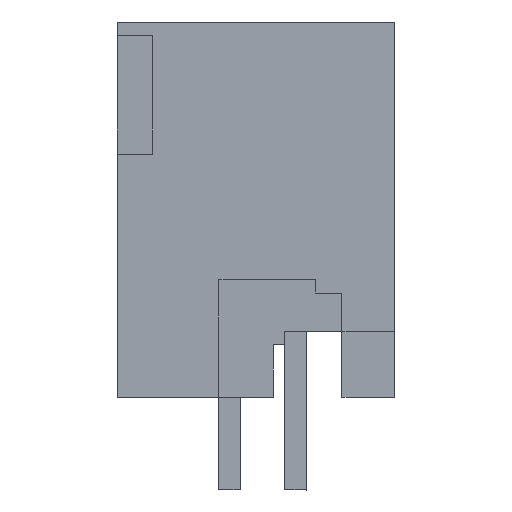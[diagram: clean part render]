
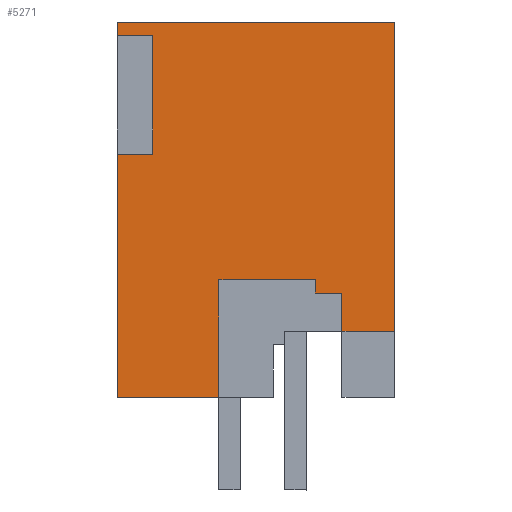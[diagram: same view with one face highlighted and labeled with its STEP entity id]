
A CAD part, left-side view. The second image highlights one B-rep face of the part: STEP entity #5271.
In plain terms, the highlighted planar face has unit normal (-1, 0, 0).
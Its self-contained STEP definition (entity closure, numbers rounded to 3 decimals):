
#5199=AXIS2_PLACEMENT_3D('Plane Axis2P3D',#5196,#5197,#5198) ;
#1062=CARTESIAN_POINT('Vertex',(0.,6.65,3.5)) ;
#1065=CARTESIAN_POINT('Line Origine',(0.,8.575,3.5)) ;
#1069=CARTESIAN_POINT('Vertex',(0.,10.5,3.5)) ;
#2156=CARTESIAN_POINT('Vertex',(0.,2.,6.)) ;
#2159=CARTESIAN_POINT('Line Origine',(0.,2.,6.725)) ;
#2163=CARTESIAN_POINT('Vertex',(0.,2.,7.45)) ;
#2195=CARTESIAN_POINT('Line Origine',(0.,2.5,7.45)) ;
#2199=CARTESIAN_POINT('Vertex',(0.,3.,7.45)) ;
#2217=CARTESIAN_POINT('Line Origine',(0.,3.,7.7)) ;
#2221=CARTESIAN_POINT('Vertex',(0.,3.,7.95)) ;
#2246=CARTESIAN_POINT('Line Origine',(0.,4.825,7.95)) ;
#2250=CARTESIAN_POINT('Vertex',(0.,6.65,7.95)) ;
#2275=CARTESIAN_POINT('Line Origine',(0.,6.65,5.725)) ;
#5196=CARTESIAN_POINT('Axis2P3D Location',(0.,10.5,0.)) ;
#5201=CARTESIAN_POINT('Line Origine',(0.,10.5,8.1)) ;
#5205=CARTESIAN_POINT('Vertex',(0.,10.5,12.7)) ;
#5208=CARTESIAN_POINT('Line Origine',(0.,1.,6.)) ;
#5212=CARTESIAN_POINT('Vertex',(0.,0.,6.)) ;
#5215=CARTESIAN_POINT('Line Origine',(0.,0.,11.85)) ;
#5219=CARTESIAN_POINT('Vertex',(0.,0.,17.7)) ;
#5222=CARTESIAN_POINT('Line Origine',(0.,5.25,17.7)) ;
#5226=CARTESIAN_POINT('Vertex',(0.,10.5,17.7)) ;
#5229=CARTESIAN_POINT('Line Origine',(0.,10.5,17.45)) ;
#5233=CARTESIAN_POINT('Vertex',(0.,10.5,17.2)) ;
#5236=CARTESIAN_POINT('Line Origine',(0.,9.825,17.2)) ;
#5240=CARTESIAN_POINT('Vertex',(0.,9.15,17.2)) ;
#5243=CARTESIAN_POINT('Line Origine',(0.,9.15,14.95)) ;
#5247=CARTESIAN_POINT('Vertex',(0.,9.15,12.7)) ;
#5250=CARTESIAN_POINT('Line Origine',(0.,9.825,12.7)) ;
#1066=DIRECTION('Vector Direction',(0.,1.,0.)) ;
#2160=DIRECTION('Vector Direction',(0.,0.,-1.)) ;
#2196=DIRECTION('Vector Direction',(0.,1.,0.)) ;
#2218=DIRECTION('Vector Direction',(0.,0.,1.)) ;
#2247=DIRECTION('Vector Direction',(0.,1.,0.)) ;
#2276=DIRECTION('Vector Direction',(0.,0.,1.)) ;
#5197=DIRECTION('Axis2P3D Direction',(-1.,0.,0.)) ;
#5198=DIRECTION('Axis2P3D XDirection',(0.,0.,1.)) ;
#5202=DIRECTION('Vector Direction',(0.,0.,1.)) ;
#5209=DIRECTION('Vector Direction',(0.,1.,0.)) ;
#5216=DIRECTION('Vector Direction',(0.,0.,1.)) ;
#5223=DIRECTION('Vector Direction',(0.,1.,0.)) ;
#5230=DIRECTION('Vector Direction',(0.,0.,1.)) ;
#5237=DIRECTION('Vector Direction',(0.,-1.,0.)) ;
#5244=DIRECTION('Vector Direction',(0.,0.,-1.)) ;
#5251=DIRECTION('Vector Direction',(0.,-1.,0.)) ;
#1067=VECTOR('Line Direction',#1066,1.) ;
#2161=VECTOR('Line Direction',#2160,1.) ;
#2197=VECTOR('Line Direction',#2196,1.) ;
#2219=VECTOR('Line Direction',#2218,1.) ;
#2248=VECTOR('Line Direction',#2247,1.) ;
#2277=VECTOR('Line Direction',#2276,1.) ;
#5203=VECTOR('Line Direction',#5202,1.) ;
#5210=VECTOR('Line Direction',#5209,1.) ;
#5217=VECTOR('Line Direction',#5216,1.) ;
#5224=VECTOR('Line Direction',#5223,1.) ;
#5231=VECTOR('Line Direction',#5230,1.) ;
#5238=VECTOR('Line Direction',#5237,1.) ;
#5245=VECTOR('Line Direction',#5244,1.) ;
#5252=VECTOR('Line Direction',#5251,1.) ;
#5256=ORIENTED_EDGE('',*,*,#5207,.T.) ;
#5257=ORIENTED_EDGE('',*,*,#1071,.T.) ;
#5258=ORIENTED_EDGE('',*,*,#2279,.T.) ;
#5259=ORIENTED_EDGE('',*,*,#2252,.T.) ;
#5260=ORIENTED_EDGE('',*,*,#2223,.T.) ;
#5261=ORIENTED_EDGE('',*,*,#2201,.T.) ;
#5262=ORIENTED_EDGE('',*,*,#2165,.T.) ;
#5263=ORIENTED_EDGE('',*,*,#5214,.T.) ;
#5264=ORIENTED_EDGE('',*,*,#5221,.T.) ;
#5265=ORIENTED_EDGE('',*,*,#5228,.T.) ;
#5266=ORIENTED_EDGE('',*,*,#5235,.T.) ;
#5267=ORIENTED_EDGE('',*,*,#5242,.F.) ;
#5268=ORIENTED_EDGE('',*,*,#5249,.F.) ;
#5269=ORIENTED_EDGE('',*,*,#5254,.F.) ;
#5271=ADVANCED_FACE('HOUSING',(#5270),#5200,.T.) ;
#1071=EDGE_CURVE('',#1070,#1063,#1068,.F.) ;
#2165=EDGE_CURVE('',#2164,#2157,#2162,.T.) ;
#2201=EDGE_CURVE('',#2200,#2164,#2198,.F.) ;
#2223=EDGE_CURVE('',#2222,#2200,#2220,.F.) ;
#2252=EDGE_CURVE('',#2251,#2222,#2249,.F.) ;
#2279=EDGE_CURVE('',#1063,#2251,#2278,.T.) ;
#5207=EDGE_CURVE('',#5206,#1070,#5204,.F.) ;
#5214=EDGE_CURVE('',#2157,#5213,#5211,.F.) ;
#5221=EDGE_CURVE('',#5213,#5220,#5218,.T.) ;
#5228=EDGE_CURVE('',#5220,#5227,#5225,.T.) ;
#5235=EDGE_CURVE('',#5227,#5234,#5232,.F.) ;
#5242=EDGE_CURVE('',#5241,#5234,#5239,.F.) ;
#5249=EDGE_CURVE('',#5248,#5241,#5246,.F.) ;
#5254=EDGE_CURVE('',#5206,#5248,#5253,.T.) ;
#5255=EDGE_LOOP('',(#5256,#5257,#5258,#5259,#5260,#5261,#5262,#5263,#5264,#5265,#5266,#5267,#5268,#5269)) ;
#5270=FACE_OUTER_BOUND('',#5255,.T.) ;
#1068=LINE('Line',#1065,#1067) ;
#2162=LINE('Line',#2159,#2161) ;
#2198=LINE('Line',#2195,#2197) ;
#2220=LINE('Line',#2217,#2219) ;
#2249=LINE('Line',#2246,#2248) ;
#2278=LINE('Line',#2275,#2277) ;
#5204=LINE('Line',#5201,#5203) ;
#5211=LINE('Line',#5208,#5210) ;
#5218=LINE('Line',#5215,#5217) ;
#5225=LINE('Line',#5222,#5224) ;
#5232=LINE('Line',#5229,#5231) ;
#5239=LINE('Line',#5236,#5238) ;
#5246=LINE('Line',#5243,#5245) ;
#5253=LINE('Line',#5250,#5252) ;
#5200=PLANE('',#5199) ;
#1063=VERTEX_POINT('',#1062) ;
#1070=VERTEX_POINT('',#1069) ;
#2157=VERTEX_POINT('',#2156) ;
#2164=VERTEX_POINT('',#2163) ;
#2200=VERTEX_POINT('',#2199) ;
#2222=VERTEX_POINT('',#2221) ;
#2251=VERTEX_POINT('',#2250) ;
#5206=VERTEX_POINT('',#5205) ;
#5213=VERTEX_POINT('',#5212) ;
#5220=VERTEX_POINT('',#5219) ;
#5227=VERTEX_POINT('',#5226) ;
#5234=VERTEX_POINT('',#5233) ;
#5241=VERTEX_POINT('',#5240) ;
#5248=VERTEX_POINT('',#5247) ;
